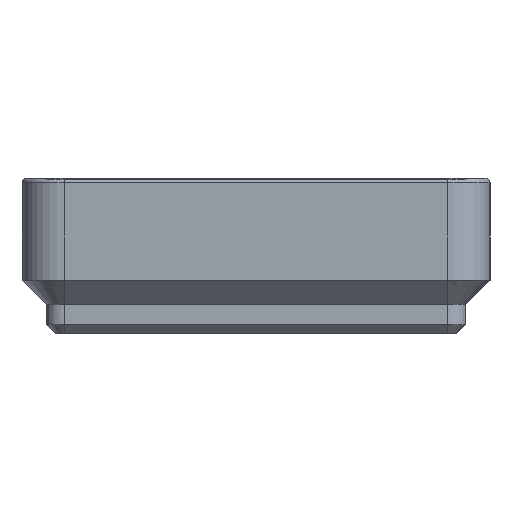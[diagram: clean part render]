
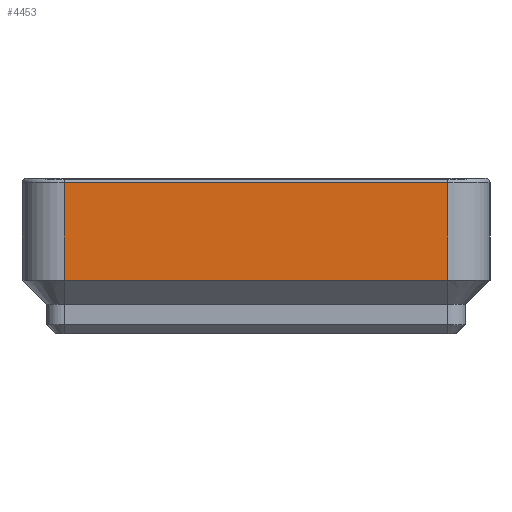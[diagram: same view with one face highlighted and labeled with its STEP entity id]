
A CAD part, left-side view. The second image highlights one B-rep face of the part: STEP entity #4453.
In plain terms, the highlighted planar face has unit normal (-1, 0, 0).
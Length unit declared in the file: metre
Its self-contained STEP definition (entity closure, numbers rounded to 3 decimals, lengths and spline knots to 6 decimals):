
#88=PLANE('',#4824);
#554=LINE('',#7159,#931);
#579=LINE('',#7272,#956);
#580=LINE('',#7274,#957);
#581=LINE('',#7276,#958);
#931=VECTOR('',#5554,1.);
#956=VECTOR('',#5605,1.);
#957=VECTOR('',#5606,1.);
#958=VECTOR('',#5607,1.);
#1554=ORIENTED_EDGE('',*,*,#2757,.T.);
#1555=ORIENTED_EDGE('',*,*,#2758,.T.);
#1556=ORIENTED_EDGE('',*,*,#2759,.T.);
#1557=ORIENTED_EDGE('',*,*,#2717,.F.);
#2717=EDGE_CURVE('',#3321,#3324,#554,.T.);
#2757=EDGE_CURVE('',#3321,#3355,#579,.F.);
#2758=EDGE_CURVE('',#3355,#3356,#580,.T.);
#2759=EDGE_CURVE('',#3356,#3324,#581,.T.);
#3321=VERTEX_POINT('',#7147);
#3324=VERTEX_POINT('',#7160);
#3355=VERTEX_POINT('',#7273);
#3356=VERTEX_POINT('',#7275);
#3711=EDGE_LOOP('',(#1554,#1555,#1556,#1557));
#4050=FACE_BOUND('',#3711,.T.);
#4453=ADVANCED_FACE('',(#4050),#88,.T.);
#4824=AXIS2_PLACEMENT_3D('',#7271,#5603,#5604);
#5554=DIRECTION('',(0.,1.,0.));
#5603=DIRECTION('',(-1.,0.,0.));
#5604=DIRECTION('',(0.,0.,1.));
#5605=DIRECTION('',(0.,0.,-1.));
#5606=DIRECTION('',(0.,1.,0.));
#5607=DIRECTION('',(0.,0.,-1.));
#7147=CARTESIAN_POINT('',(0.00025,0.004,0.00475));
#7159=CARTESIAN_POINT('',(0.00025,0.021,0.00475));
#7160=CARTESIAN_POINT('',(0.00025,0.038,0.00475));
#7271=CARTESIAN_POINT('',(0.00025,0.021,0.0072));
#7272=CARTESIAN_POINT('',(0.00025,0.004,0.0072));
#7273=CARTESIAN_POINT('',(0.00025,0.004,0.0134));
#7274=CARTESIAN_POINT('',(0.00025,0.021,0.0134));
#7275=CARTESIAN_POINT('',(0.00025,0.038,0.0134));
#7276=CARTESIAN_POINT('',(0.00025,0.038,0.0072));
